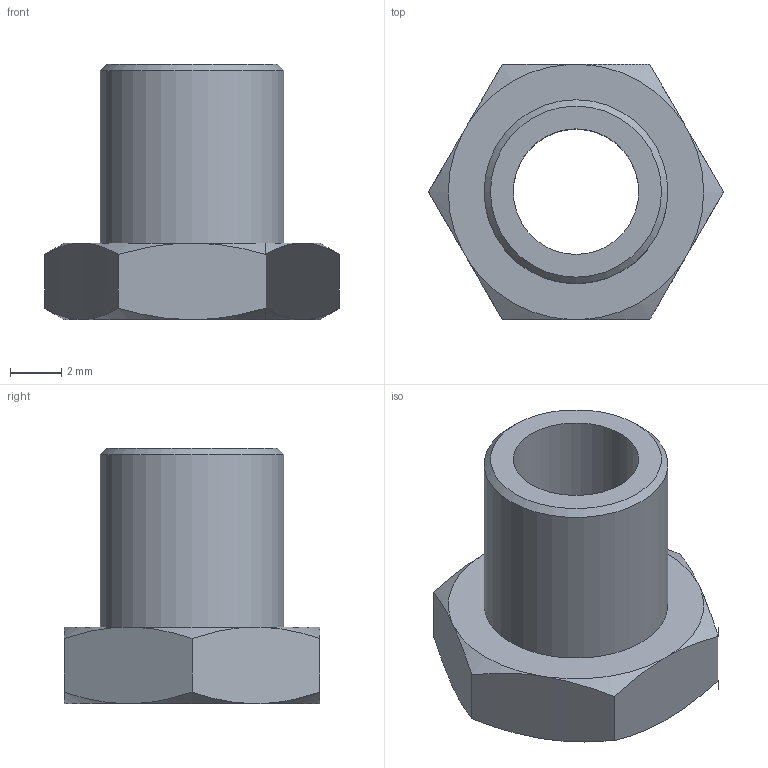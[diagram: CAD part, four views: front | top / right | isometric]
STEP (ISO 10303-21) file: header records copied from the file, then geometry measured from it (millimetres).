
FILE_DESCRIPTION (( 'STEP AP203' ), '1' );
FILE_NAME ('VTR506_Default.step', '2025-05-14T13:11:46', ( 'Windows User' ), ( 'AUTOMATION DIRECT' ), 'SwSTEP 2.0', 'SolidWorks 2024', '' );
FILE_SCHEMA (( 'CONFIG_CONTROL_DESIGN' ));
Length unit declared in the file: millimetre
Products named in the file (1): VTR506_Default
Bounding box: 11.55 x 10 x 10 mm (x, y, z)
Volume: 352.1 mm3; surface area: 540.5 mm2
Topology: 1 solids, 1 shells, 32 faces, 92 edges, 59 vertices
Faces by surface type: cone 13, plane 13, cylinder 6
Full cylindrical faces by diameter (mm): 4.917 x1, 7.2 x1
Entity records: 1129 total; most frequent: CARTESIAN_POINT 309, ORIENTED_EDGE 158, DIRECTION 142, EDGE_CURVE 79, AXIS2_PLACEMENT_3D 54, VERTEX_POINT 53, EDGE_LOOP 38, VECTOR 34
